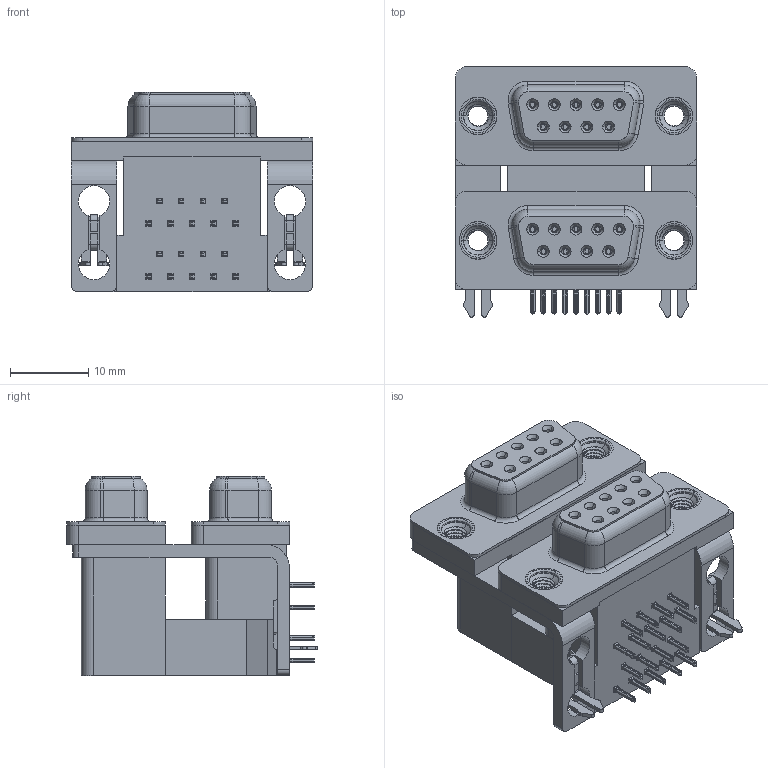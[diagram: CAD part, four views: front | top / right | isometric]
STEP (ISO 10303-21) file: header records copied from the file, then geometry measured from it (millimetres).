
FILE_DESCRIPTION (( 'STEP AP203' ), '1' );
FILE_NAME ('662-009-264-041.STEP', '2022-06-16T19:36:23', ( '' ), ( '' ), 'SwSTEP 2.0', 'SolidWorks 2020', '' );
FILE_SCHEMA (( 'CONFIG_CONTROL_DESIGN' ));
Length unit declared in the file: millimetre
Products named in the file (12): 662 Housing Lower_09 Contacts; 662 Contact Top Lower; 662 2 Prong Board Lock_4; 662 Contact Bottom Lower; 662 Contact Top Upper_L; 662 Housing Spacer_09 Contacts L; 662 Threaded Rivet_M3; 662 Shell_09 Contacts; 662 Contact Bottom Upper_L; 662 Housing Upper_09 Contacts L; 662-009-264-041; 662 Mounting Bracket_2ProngL
Assembly tree (31 placements, depth 2):
  662-009-264-041
    662 Housing Lower_09 Contacts
    662 Housing Spacer_09 Contacts L
    662 Housing Upper_09 Contacts L
    662 Shell_09 Contacts  x2
    662 Contact Bottom Lower  x4
    662 Contact Top Lower  x5
    662 Contact Bottom Upper_L  x4
    662 Contact Top Upper_L  x5
    662 Mounting Bracket_2ProngL  x2
    662 2 Prong Board Lock_4  x2
    662 Threaded Rivet_M3  x4
Bounding box: 30.81 x 31.93 x 25.4 mm (x, y, z)
Volume: 10828.8 mm3; surface area: 12960.8 mm2
Topology: 31 solids, 31 shells, 3222 faces, 8438 edges, 5312 vertices
Faces by surface type: plane 1452, cylinder 834, bspline 628, cone 232, torus 76
Entity records: 43811 total; most frequent: CARTESIAN_POINT 15012, ORIENTED_EDGE 5912, DIRECTION 5054, EDGE_CURVE 2956, VECTOR 1888, LINE 1888, VERTEX_POINT 1884, AXIS2_PLACEMENT_3D 1583
